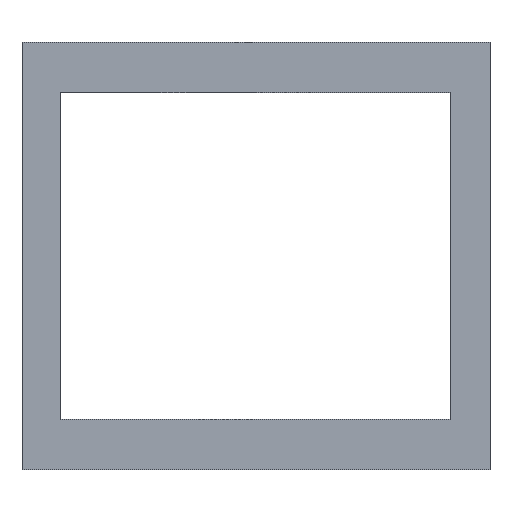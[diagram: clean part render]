
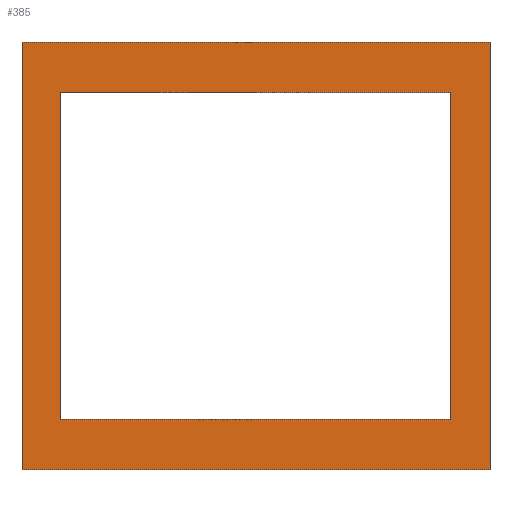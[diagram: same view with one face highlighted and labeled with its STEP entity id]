
A CAD part, top view. The second image highlights one B-rep face of the part: STEP entity #385.
In plain terms, the highlighted planar face has unit normal (0, 0, 1).
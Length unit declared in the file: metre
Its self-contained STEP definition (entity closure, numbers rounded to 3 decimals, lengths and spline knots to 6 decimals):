
#28=ORIENTED_EDGE('',*,*,#136,.F.);
#29=ORIENTED_EDGE('',*,*,#137,.T.);
#30=ORIENTED_EDGE('',*,*,#138,.F.);
#31=ORIENTED_EDGE('',*,*,#139,.T.);
#32=ORIENTED_EDGE('',*,*,#140,.T.);
#33=ORIENTED_EDGE('',*,*,#141,.F.);
#34=ORIENTED_EDGE('',*,*,#142,.T.);
#35=ORIENTED_EDGE('',*,*,#143,.F.);
#136=EDGE_CURVE('',#190,#191,#226,.T.);
#137=EDGE_CURVE('',#190,#192,#227,.T.);
#138=EDGE_CURVE('',#193,#192,#228,.T.);
#139=EDGE_CURVE('',#193,#191,#229,.T.);
#140=EDGE_CURVE('',#194,#195,#230,.T.);
#141=EDGE_CURVE('',#196,#195,#231,.T.);
#142=EDGE_CURVE('',#196,#197,#232,.T.);
#143=EDGE_CURVE('',#194,#197,#233,.T.);
#190=VERTEX_POINT('',#569);
#191=VERTEX_POINT('',#570);
#192=VERTEX_POINT('',#572);
#193=VERTEX_POINT('',#574);
#194=VERTEX_POINT('',#577);
#195=VERTEX_POINT('',#578);
#196=VERTEX_POINT('',#580);
#197=VERTEX_POINT('',#582);
#226=LINE('',#568,#280);
#227=LINE('',#571,#281);
#228=LINE('',#573,#282);
#229=LINE('',#575,#283);
#230=LINE('',#576,#284);
#231=LINE('',#579,#285);
#232=LINE('',#581,#286);
#233=LINE('',#583,#287);
#280=VECTOR('',#461,1.);
#281=VECTOR('',#462,1.);
#282=VECTOR('',#463,1.);
#283=VECTOR('',#464,1.);
#284=VECTOR('',#465,1.);
#285=VECTOR('',#466,1.);
#286=VECTOR('',#467,1.);
#287=VECTOR('',#468,1.);
#322=EDGE_LOOP('',(#28,#29,#30,#31));
#323=EDGE_LOOP('',(#32,#33,#34,#35));
#344=FACE_BOUND('',#322,.T.);
#345=FACE_BOUND('',#323,.T.);
#365=PLANE('',#418);
#385=ADVANCED_FACE('',(#344,#345),#365,.T.);
#418=AXIS2_PLACEMENT_3D('',#567,#459,#460);
#459=DIRECTION('',(0.,0.,1.));
#460=DIRECTION('',(1.,0.,0.));
#461=DIRECTION('',(0.,1.,0.));
#462=DIRECTION('',(-1.,0.,0.));
#463=DIRECTION('',(0.,-1.,0.));
#464=DIRECTION('',(1.,0.,0.));
#465=DIRECTION('',(0.,1.,0.));
#466=DIRECTION('',(1.,0.,0.));
#467=DIRECTION('',(0.,-1.,0.));
#468=DIRECTION('',(-1.,0.,0.));
#567=CARTESIAN_POINT('',(-0.0085,0.0065,0.));
#568=CARTESIAN_POINT('',(0.00775,-0.0085,0.));
#569=CARTESIAN_POINT('',(0.00775,-0.0065,0.));
#570=CARTESIAN_POINT('',(0.00775,0.0065,0.));
#571=CARTESIAN_POINT('',(0.0085,-0.0065,0.));
#572=CARTESIAN_POINT('',(-0.00775,-0.0065,0.));
#573=CARTESIAN_POINT('',(-0.00775,0.0085,0.));
#574=CARTESIAN_POINT('',(-0.00775,0.0065,0.));
#575=CARTESIAN_POINT('',(-0.0085,0.0065,0.));
#576=CARTESIAN_POINT('',(0.0093,0.0065,0.));
#577=CARTESIAN_POINT('',(0.0093,-0.0085,0.));
#578=CARTESIAN_POINT('',(0.0093,0.0085,0.));
#579=CARTESIAN_POINT('',(0.0078,0.0085,0.));
#580=CARTESIAN_POINT('',(-0.0093,0.0085,0.));
#581=CARTESIAN_POINT('',(-0.0093,0.0065,0.));
#582=CARTESIAN_POINT('',(-0.0093,-0.0085,0.));
#583=CARTESIAN_POINT('',(0.0078,-0.0085,0.));
